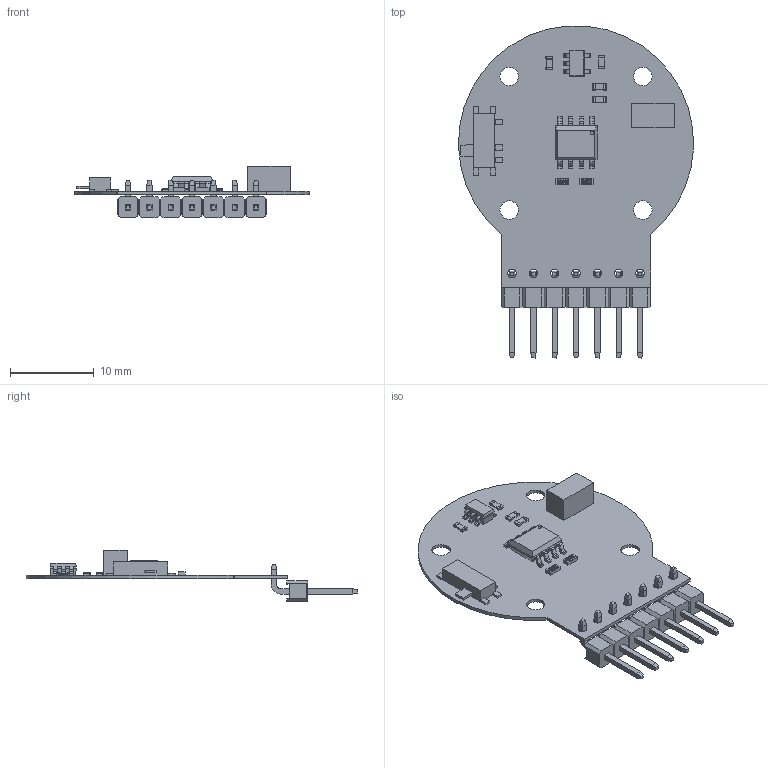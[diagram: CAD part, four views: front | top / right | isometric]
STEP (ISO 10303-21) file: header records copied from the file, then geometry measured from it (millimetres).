
FILE_DESCRIPTION(('Open CASCADE Model'),'2;1');
FILE_NAME('Open CASCADE Shape Model','2024-04-28T15:11:30',('Author'),( 'Open CASCADE'),'Open CASCADE STEP processor 6.8','Open CASCADE 6.8' ,'Unknown');
FILE_SCHEMA(('AUTOMOTIVE_DESIGN { 1 0 10303 214 1 1 1 1 }'));
Length unit declared in the file: millimetre
Products named in the file (31): PCB; Board; Open CASCADE STEP translator 6.8 1.1.1; H0; HEADER_2_54_HORIZONTAL_2X; U0; User_Library-SOT23-5-3; Free-Models003; Fusion; SW0; 6749642176; Extruded; 6576267744; 6747952720; 6749641536; C4; CC0603; C3; R2; R0603; R1; C2; C1; U1; User_Library-SOIC_N-R8; SH1; 6081936592
Assembly tree (42 placements, depth 4):
  PCB
    Board
      Open CASCADE STEP translator 6.8 1.1.1
    H0
      HEADER_2_54_HORIZONTAL_2X  x4
    U0
      User_Library-SOT23-5-3
        Free-Models003
        Fusion
    SW0
      6749642176  x4
        Extruded
      6576267744
        Extruded
      6747952720
        Extruded
      6749641536  x3
        Extruded
    C4
      CC0603
    C3
      CC0603
    R2
      R0603
    R1
      R0603
    C2
      CC0603
    C1
      CC0603
    U1
      User_Library-SOIC_N-R8
    SH1
      6081936592
        Extruded
Bounding box: 27.98 x 39.52 x 6.16 mm (x, y, z)
Volume: 529.5 mm3; surface area: 2173.3 mm2
Topology: 36 solids, 36 shells, 928 faces, 2241 edges, 1360 vertices
Faces by surface type: plane 586, cylinder 180, bspline 98, sphere 64
Full cylindrical faces by diameter (mm): 0.9 x2, 1 x7, 2.2 x4
Entity records: 19513 total; most frequent: CARTESIAN_POINT 7046, ORIENTED_EDGE 2188, DIRECTION 2076, EDGE_CURVE 1094, LINE 804, VECTOR 804, VERTEX_POINT 704, AXIS2_PLACEMENT_3D 636
